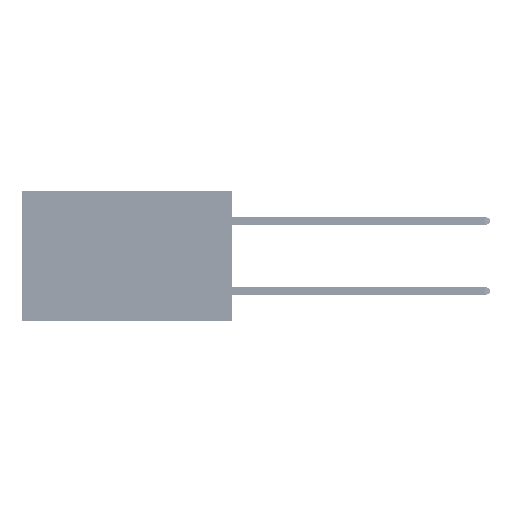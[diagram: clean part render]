
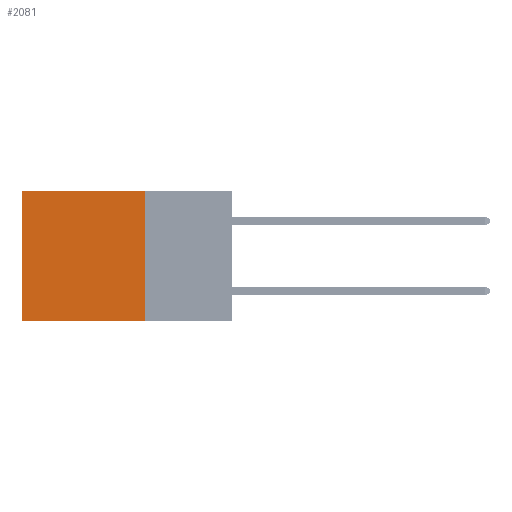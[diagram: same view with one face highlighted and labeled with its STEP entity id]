
A CAD part, left-side view. The second image highlights one B-rep face of the part: STEP entity #2081.
In plain terms, the highlighted planar face has unit normal (-1, 0, 0).
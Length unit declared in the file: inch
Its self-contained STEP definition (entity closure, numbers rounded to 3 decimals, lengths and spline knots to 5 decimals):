
#2081 = ADVANCED_FACE ( 'NONE', ( #42619 ), #30329, .F. ) ;
#4095 = CARTESIAN_POINT ( 'NONE',  ( 0.2875, 0.25, 0. ) ) ;
#4359 = CARTESIAN_POINT ( 'NONE',  ( 0.2875, 0.25, 0. ) ) ;
#5531 = VECTOR ( 'NONE', #22362, 39.37008 ) ;
#5716 = EDGE_CURVE ( 'NONE', #41760, #36288, #16854, .T. ) ;
#9177 = CARTESIAN_POINT ( 'NONE',  ( 0.2875, 0.6, 0. ) ) ;
#10914 = CARTESIAN_POINT ( 'NONE',  ( 0.2875, 0.25, 0. ) ) ;
#11261 = VECTOR ( 'NONE', #12617, 39.37008 ) ;
#12214 = EDGE_CURVE ( 'NONE', #12292, #41760, #20530, .T. ) ;
#12292 = VERTEX_POINT ( 'NONE', #4359 ) ;
#12617 = DIRECTION ( 'NONE',  ( 0., 1., 0. ) ) ;
#12861 = DIRECTION ( 'NONE',  ( 0., 0., -1. ) ) ;
#13827 = ORIENTED_EDGE ( 'NONE', *, *, #12214, .F. ) ;
#15072 = EDGE_LOOP ( 'NONE', ( #43218, #24205, #13827, #15680 ) ) ;
#15674 = DIRECTION ( 'NONE',  ( 1., 0., 0. ) ) ;
#15680 = ORIENTED_EDGE ( 'NONE', *, *, #35187, .T. ) ;
#16728 = CARTESIAN_POINT ( 'NONE',  ( 0.2875, 0.25, -0.37 ) ) ;
#16854 = LINE ( 'NONE', #37926, #5531 ) ;
#18154 = AXIS2_PLACEMENT_3D ( 'NONE', #30827, #15674, #23300 ) ;
#18477 = LINE ( 'NONE', #4095, #11261 ) ;
#20530 = LINE ( 'NONE', #10914, #29455 ) ;
#22362 = DIRECTION ( 'NONE',  ( 0., 1., 0. ) ) ;
#22706 = VERTEX_POINT ( 'NONE', #41322 ) ;
#23300 = DIRECTION ( 'NONE',  ( 0., 0., -1. ) ) ;
#24205 = ORIENTED_EDGE ( 'NONE', *, *, #5716, .F. ) ;
#29455 = VECTOR ( 'NONE', #38091, 39.37008 ) ;
#29729 = LINE ( 'NONE', #9177, #32136 ) ;
#30329 = PLANE ( 'NONE',  #18154 ) ;
#30827 = CARTESIAN_POINT ( 'NONE',  ( 0.2875, 0.25, 0. ) ) ;
#32136 = VECTOR ( 'NONE', #12861, 39.37008 ) ;
#32777 = EDGE_CURVE ( 'NONE', #22706, #36288, #29729, .T. ) ;
#35187 = EDGE_CURVE ( 'NONE', #12292, #22706, #18477, .T. ) ;
#36288 = VERTEX_POINT ( 'NONE', #42328 ) ;
#37926 = CARTESIAN_POINT ( 'NONE',  ( 0.2875, 0.25, -0.37 ) ) ;
#38091 = DIRECTION ( 'NONE',  ( 0., 0., -1. ) ) ;
#41322 = CARTESIAN_POINT ( 'NONE',  ( 0.2875, 0.6, 0. ) ) ;
#41760 = VERTEX_POINT ( 'NONE', #16728 ) ;
#42328 = CARTESIAN_POINT ( 'NONE',  ( 0.2875, 0.6, -0.37 ) ) ;
#42619 = FACE_OUTER_BOUND ( 'NONE', #15072, .T. ) ;
#43218 = ORIENTED_EDGE ( 'NONE', *, *, #32777, .T. ) ;
